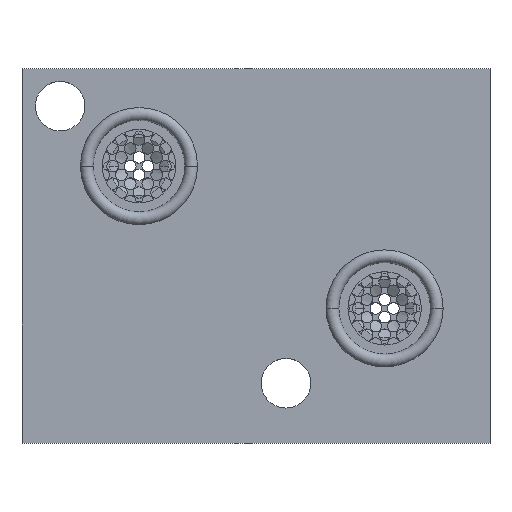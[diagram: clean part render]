
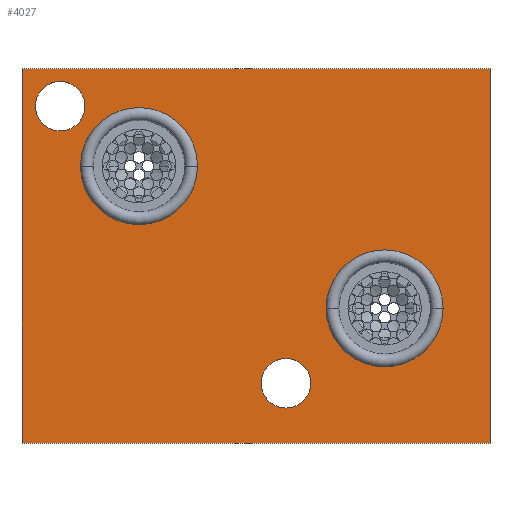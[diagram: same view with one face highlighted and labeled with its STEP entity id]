
A CAD part, top view. The second image highlights one B-rep face of the part: STEP entity #4027.
In plain terms, the highlighted planar face has unit normal (0, 0, 1).
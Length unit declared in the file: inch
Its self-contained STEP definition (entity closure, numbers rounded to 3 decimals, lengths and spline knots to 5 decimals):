
#496=DIRECTION('',(1.,0.,0.));
#497=VECTOR('',#496,2.5);
#498=CARTESIAN_POINT('',(0.,0.,0.45));
#499=LINE('',#498,#497);
#500=DIRECTION('',(0.,-1.,0.));
#501=VECTOR('',#500,2.);
#502=CARTESIAN_POINT('',(0.,2.,0.45));
#503=LINE('',#502,#501);
#504=DIRECTION('',(-1.,0.,0.));
#505=VECTOR('',#504,2.5);
#506=CARTESIAN_POINT('',(2.5,2.,0.45));
#507=LINE('',#506,#505);
#508=DIRECTION('',(0.,1.,0.));
#509=VECTOR('',#508,2.);
#510=CARTESIAN_POINT('',(2.5,0.,0.45));
#511=LINE('',#510,#509);
#512=CARTESIAN_POINT('',(0.204,1.8,0.45));
#513=DIRECTION('',(0.,0.,1.));
#514=DIRECTION('',(1.,0.,0.));
#515=AXIS2_PLACEMENT_3D('',#512,#513,#514);
#517=CARTESIAN_POINT('',(0.204,1.8,0.45));
#518=DIRECTION('',(0.,0.,1.));
#519=DIRECTION('',(-1.,0.,0.));
#520=AXIS2_PLACEMENT_3D('',#517,#518,#519);
#522=CARTESIAN_POINT('',(1.41,0.32,0.45));
#523=DIRECTION('',(0.,0.,1.));
#524=DIRECTION('',(1.,0.,0.));
#525=AXIS2_PLACEMENT_3D('',#522,#523,#524);
#527=CARTESIAN_POINT('',(1.41,0.32,0.45));
#528=DIRECTION('',(0.,0.,1.));
#529=DIRECTION('',(-1.,0.,0.));
#530=AXIS2_PLACEMENT_3D('',#527,#528,#529);
#532=CARTESIAN_POINT('',(0.625,1.48,0.45));
#533=DIRECTION('',(0.,0.,1.));
#534=DIRECTION('',(1.,0.,0.));
#535=AXIS2_PLACEMENT_3D('',#532,#533,#534);
#537=CARTESIAN_POINT('',(0.625,1.48,0.45));
#538=DIRECTION('',(0.,0.,1.));
#539=DIRECTION('',(-1.,0.,0.));
#540=AXIS2_PLACEMENT_3D('',#537,#538,#539);
#542=CARTESIAN_POINT('',(1.937,0.72,0.45));
#543=DIRECTION('',(0.,0.,1.));
#544=DIRECTION('',(1.,0.,0.));
#545=AXIS2_PLACEMENT_3D('',#542,#543,#544);
#547=CARTESIAN_POINT('',(1.937,0.72,0.45));
#548=DIRECTION('',(0.,0.,1.));
#549=DIRECTION('',(-1.,0.,0.));
#550=AXIS2_PLACEMENT_3D('',#547,#548,#549);
#2891=CARTESIAN_POINT('',(0.,0.,0.45));
#2892=CARTESIAN_POINT('',(2.5,0.,0.45));
#2893=VERTEX_POINT('',#2891);
#2894=VERTEX_POINT('',#2892);
#2895=CARTESIAN_POINT('',(2.5,2.,0.45));
#2896=VERTEX_POINT('',#2895);
#2897=CARTESIAN_POINT('',(0.,2.,0.45));
#2898=VERTEX_POINT('',#2897);
#2915=CARTESIAN_POINT('',(0.3365,1.8,0.45));
#2916=CARTESIAN_POINT('',(0.0715,1.8,0.45));
#2917=VERTEX_POINT('',#2915);
#2918=VERTEX_POINT('',#2916);
#2919=CARTESIAN_POINT('',(1.5425,0.32,0.45));
#2920=CARTESIAN_POINT('',(1.2775,0.32,0.45));
#2921=VERTEX_POINT('',#2919);
#2922=VERTEX_POINT('',#2920);
#2931=CARTESIAN_POINT('',(0.9375,1.48,0.45));
#2932=CARTESIAN_POINT('',(0.3125,1.48,0.45));
#2933=VERTEX_POINT('',#2931);
#2934=VERTEX_POINT('',#2932);
#2935=CARTESIAN_POINT('',(2.2495,0.72,0.45));
#2936=CARTESIAN_POINT('',(1.6245,0.72,0.45));
#2937=VERTEX_POINT('',#2935);
#2938=VERTEX_POINT('',#2936);
#3990=CARTESIAN_POINT('',(0.,0.,0.45));
#3991=DIRECTION('',(0.,0.,1.));
#3992=DIRECTION('',(1.,0.,0.));
#3993=AXIS2_PLACEMENT_3D('',#3990,#3991,#3992);
#3994=PLANE('',#3993);
#3996=ORIENTED_EDGE('',*,*,#3995,.F.);
#3998=ORIENTED_EDGE('',*,*,#3997,.F.);
#4000=ORIENTED_EDGE('',*,*,#3999,.F.);
#4002=ORIENTED_EDGE('',*,*,#4001,.F.);
#4003=EDGE_LOOP('',(#3996,#3998,#4000,#4002));
#4004=FACE_OUTER_BOUND('',#4003,.F.);
#4006=ORIENTED_EDGE('',*,*,#4005,.T.);
#4008=ORIENTED_EDGE('',*,*,#4007,.T.);
#4009=EDGE_LOOP('',(#4006,#4008));
#4010=FACE_BOUND('',#4009,.F.);
#4012=ORIENTED_EDGE('',*,*,#4011,.T.);
#4014=ORIENTED_EDGE('',*,*,#4013,.T.);
#4015=EDGE_LOOP('',(#4012,#4014));
#4016=FACE_BOUND('',#4015,.F.);
#4018=ORIENTED_EDGE('',*,*,#4017,.T.);
#4020=ORIENTED_EDGE('',*,*,#4019,.T.);
#4021=EDGE_LOOP('',(#4018,#4020));
#4022=FACE_BOUND('',#4021,.F.);
#4023=ORIENTED_EDGE('',*,*,#3984,.T.);
#4024=ORIENTED_EDGE('',*,*,#3970,.T.);
#4025=EDGE_LOOP('',(#4023,#4024));
#4026=FACE_BOUND('',#4025,.F.);
#516=CIRCLE('',#515,0.1325);
#521=CIRCLE('',#520,0.1325);
#526=CIRCLE('',#525,0.1325);
#531=CIRCLE('',#530,0.1325);
#536=CIRCLE('',#535,0.3125);
#541=CIRCLE('',#540,0.3125);
#546=CIRCLE('',#545,0.3125);
#551=CIRCLE('',#550,0.3125);
#3970=EDGE_CURVE('',#2938,#2937,#551,.T.);
#3984=EDGE_CURVE('',#2937,#2938,#546,.T.);
#3995=EDGE_CURVE('',#2893,#2894,#499,.T.);
#3997=EDGE_CURVE('',#2898,#2893,#503,.T.);
#3999=EDGE_CURVE('',#2896,#2898,#507,.T.);
#4001=EDGE_CURVE('',#2894,#2896,#511,.T.);
#4005=EDGE_CURVE('',#2917,#2918,#516,.T.);
#4007=EDGE_CURVE('',#2918,#2917,#521,.T.);
#4011=EDGE_CURVE('',#2921,#2922,#526,.T.);
#4013=EDGE_CURVE('',#2922,#2921,#531,.T.);
#4017=EDGE_CURVE('',#2933,#2934,#536,.T.);
#4019=EDGE_CURVE('',#2934,#2933,#541,.T.);
#4027=ADVANCED_FACE('',(#4004,#4010,#4016,#4022,#4026),#3994,.T.);
